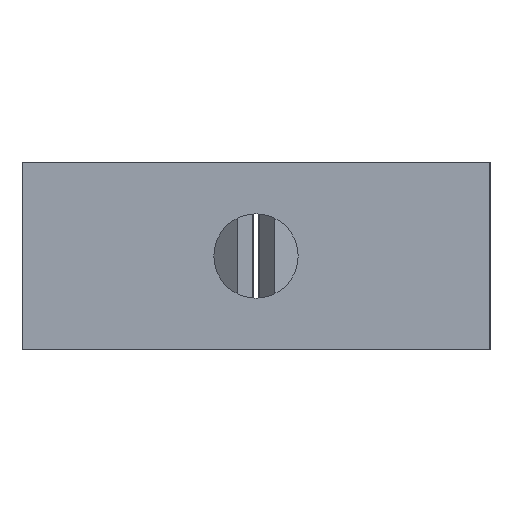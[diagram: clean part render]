
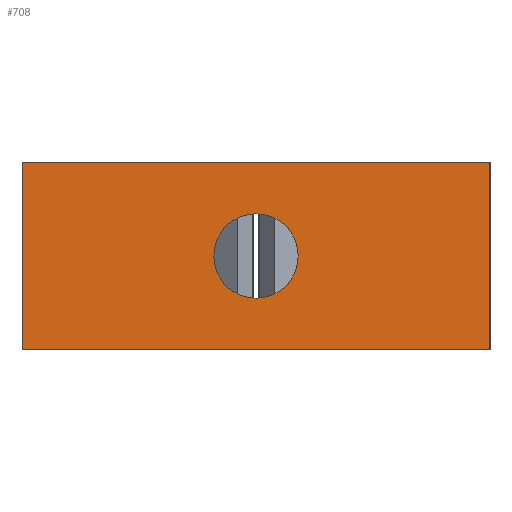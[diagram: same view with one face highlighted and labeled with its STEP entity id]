
A CAD part, left-side view. The second image highlights one B-rep face of the part: STEP entity #708.
In plain terms, the highlighted planar face has unit normal (-1, 0, 0).
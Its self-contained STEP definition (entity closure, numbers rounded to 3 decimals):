
#19=FACE_BOUND('',#135,.T.);
#36=PLANE('',#795);
#91=FACE_OUTER_BOUND('',#134,.T.);
#134=EDGE_LOOP('',(#627,#628,#629,#630));
#135=EDGE_LOOP('',(#631));
#144=LINE('',#1033,#210);
#150=LINE('',#1052,#216);
#159=LINE('',#1078,#225);
#202=LINE('',#1212,#268);
#210=VECTOR('',#820,10.);
#216=VECTOR('',#838,10.);
#225=VECTOR('',#863,10.);
#268=VECTOR('',#1002,10.);
#303=CIRCLE('',#788,2.25);
#311=VERTEX_POINT('',#1030);
#312=VERTEX_POINT('',#1032);
#318=VERTEX_POINT('',#1049);
#319=VERTEX_POINT('',#1051);
#368=VERTEX_POINT('',#1194);
#379=EDGE_CURVE('',#311,#312,#144,.T.);
#388=EDGE_CURVE('',#319,#318,#150,.T.);
#401=EDGE_CURVE('',#319,#311,#159,.T.);
#459=EDGE_CURVE('',#368,#368,#303,.T.);
#468=EDGE_CURVE('',#312,#318,#202,.T.);
#627=ORIENTED_EDGE('',*,*,#401,.F.);
#628=ORIENTED_EDGE('',*,*,#388,.T.);
#629=ORIENTED_EDGE('',*,*,#468,.F.);
#630=ORIENTED_EDGE('',*,*,#379,.F.);
#631=ORIENTED_EDGE('',*,*,#459,.T.);
#708=ADVANCED_FACE('',(#91,#19),#36,.T.);
#788=AXIS2_PLACEMENT_3D('',#1195,#980,#981);
#795=AXIS2_PLACEMENT_3D('',#1211,#1000,#1001);
#820=DIRECTION('',(0.,0.,1.));
#838=DIRECTION('',(0.,0.,1.));
#863=DIRECTION('',(0.,1.,0.));
#980=DIRECTION('center_axis',(1.,0.,0.));
#981=DIRECTION('ref_axis',(0.,-1.,0.));
#1000=DIRECTION('center_axis',(-1.,0.,0.));
#1001=DIRECTION('ref_axis',(0.,-1.,0.));
#1002=DIRECTION('',(0.,-1.,0.));
#1030=CARTESIAN_POINT('',(-5.,12.5,0.));
#1032=CARTESIAN_POINT('',(-5.,12.5,10.));
#1033=CARTESIAN_POINT('',(-5.,12.5,0.));
#1049=CARTESIAN_POINT('',(-5.,-12.5,10.));
#1051=CARTESIAN_POINT('',(-5.,-12.5,0.));
#1052=CARTESIAN_POINT('',(-5.,-12.5,0.));
#1078=CARTESIAN_POINT('',(-5.,-12.5,0.));
#1194=CARTESIAN_POINT('',(-5.,2.25,5.));
#1195=CARTESIAN_POINT('Origin',(-5.,0.,5.));
#1211=CARTESIAN_POINT('Origin',(-5.,12.5,0.));
#1212=CARTESIAN_POINT('',(-5.,-12.5,10.));
